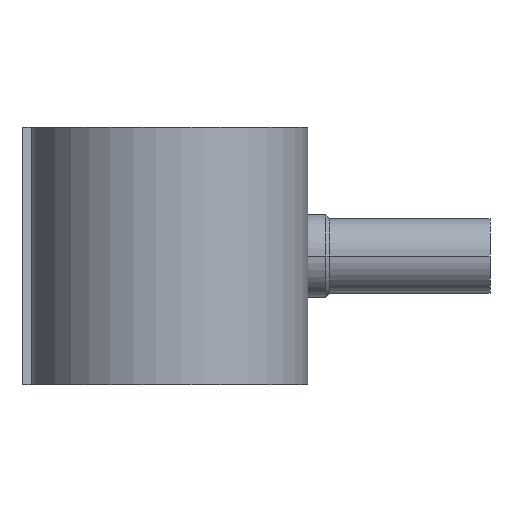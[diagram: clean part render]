
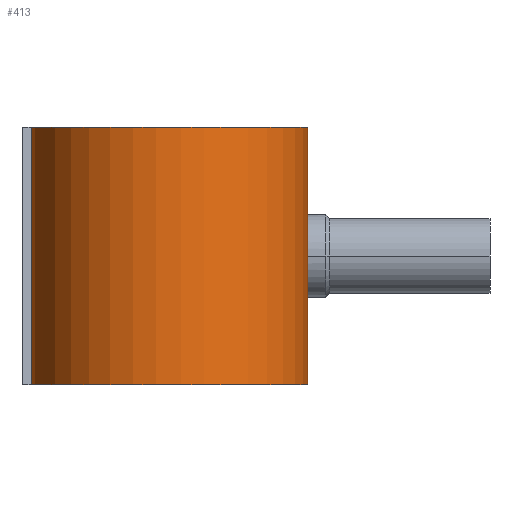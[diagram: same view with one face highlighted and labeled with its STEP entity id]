
A CAD part, front view. The second image highlights one B-rep face of the part: STEP entity #413.
In plain terms, the highlighted cylindrical face has radius 59.267 mm (diameter 118.533 mm), a partial arc.
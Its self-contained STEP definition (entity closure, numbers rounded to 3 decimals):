
#235 = EDGE_CURVE( '', #507, #421, #665, .T. );
#385 = EDGE_CURVE( '', #593, #519, #827, .T. );
#413 = ADVANCED_FACE( '', ( #860 ), #861, .T. );
#415 = EDGE_CURVE( '', #519, #421, #863, .T. );
#421 = VERTEX_POINT( '', #870 );
#507 = VERTEX_POINT( '', #966 );
#519 = VERTEX_POINT( '', #980 );
#549 = EDGE_CURVE( '', #507, #593, #1012, .T. );
#593 = VERTEX_POINT( '', #1062 );
#665 = CIRCLE( '', #1134, 59.267 );
#827 = CIRCLE( '', #1451, 59.267 );
#860 = FACE_OUTER_BOUND( '', #1558, .T. );
#861 = CYLINDRICAL_SURFACE( '', #1559, 59.267 );
#863 = LINE( '', #1562, #1563 );
#870 = CARTESIAN_POINT( '', ( 59.072, 4.8, 55. ) );
#966 = CARTESIAN_POINT( '', ( -59.072, -4.8, 55. ) );
#980 = CARTESIAN_POINT( '', ( 59.072, 4.8, -55. ) );
#1012 = LINE( '', #1929, #1930 );
#1062 = CARTESIAN_POINT( '', ( -59.072, -4.8, -55. ) );
#1134 = AXIS2_PLACEMENT_3D( '', #2092, #2093, #2094 );
#1451 = AXIS2_PLACEMENT_3D( '', #2290, #2291, #2292 );
#1558 = EDGE_LOOP( '', ( #2336, #2337, #2338, #2339 ) );
#1559 = AXIS2_PLACEMENT_3D( '', #2340, #2341, #2342 );
#1562 = CARTESIAN_POINT( '', ( 59.072, 4.8, 55. ) );
#1563 = VECTOR( '', #2343, 1. );
#1929 = CARTESIAN_POINT( '', ( -59.072, -4.8, 55. ) );
#1930 = VECTOR( '', #2502, 1. );
#2092 = CARTESIAN_POINT( '', ( 0., 0., 55. ) );
#2093 = DIRECTION( '', ( 0., 0., 1. ) );
#2094 = DIRECTION( '', ( -0.997, -0.081, 0. ) );
#2290 = CARTESIAN_POINT( '', ( 0., 0., -55. ) );
#2291 = DIRECTION( '', ( 0., 0., 1. ) );
#2292 = DIRECTION( '', ( -0.997, -0.081, 0. ) );
#2336 = ORIENTED_EDGE( '', *, *, #415, .T. );
#2337 = ORIENTED_EDGE( '', *, *, #235, .F. );
#2338 = ORIENTED_EDGE( '', *, *, #549, .T. );
#2339 = ORIENTED_EDGE( '', *, *, #385, .T. );
#2340 = CARTESIAN_POINT( '', ( 0., 0., 55. ) );
#2341 = DIRECTION( '', ( 0., 0., 1. ) );
#2342 = DIRECTION( '', ( -0.997, -0.081, 0. ) );
#2343 = DIRECTION( '', ( 0., 0., 1. ) );
#2502 = DIRECTION( '', ( 0., 0., -1. ) );
